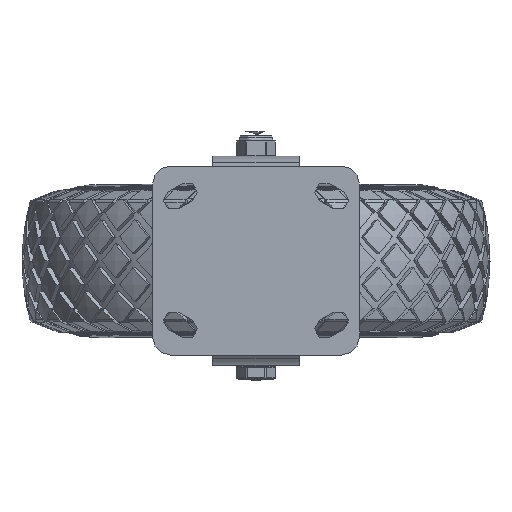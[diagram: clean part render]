
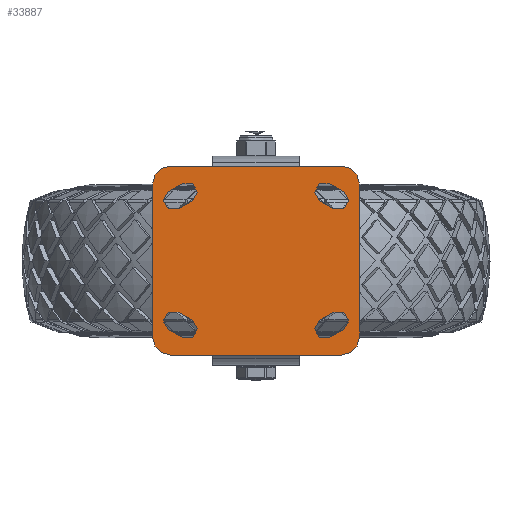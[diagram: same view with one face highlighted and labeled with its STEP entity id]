
A CAD part, top view. The second image highlights one B-rep face of the part: STEP entity #33887.
In plain terms, the highlighted planar face has unit normal (0, 0, 1).
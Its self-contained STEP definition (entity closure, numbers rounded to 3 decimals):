
#4385=FACE_BOUND('',#7319,.T.);
#4386=FACE_BOUND('',#7320,.T.);
#4387=FACE_BOUND('',#7321,.T.);
#4388=FACE_BOUND('',#7322,.T.);
#4566=PLANE('',#36252);
#5175=FACE_OUTER_BOUND('',#7318,.T.);
#7318=EDGE_LOOP('',(#22749,#22750,#22751,#22752,#22753,#22754,#22755,#22756));
#7319=EDGE_LOOP('',(#22757,#22758,#22759,#22760));
#7320=EDGE_LOOP('',(#22761,#22762,#22763,#22764));
#7321=EDGE_LOOP('',(#22765,#22766,#22767,#22768));
#7322=EDGE_LOOP('',(#22769,#22770,#22771,#22772));
#9654=LINE('',#45774,#11137);
#9655=LINE('',#45778,#11138);
#9656=LINE('',#45782,#11139);
#9657=LINE('',#45785,#11140);
#9658=LINE('',#45786,#11141);
#9659=LINE('',#45787,#11142);
#9660=LINE('',#45788,#11143);
#9661=LINE('',#45789,#11144);
#9662=LINE('',#45790,#11145);
#9663=LINE('',#45791,#11146);
#9664=LINE('',#45792,#11147);
#9665=LINE('',#45793,#11148);
#11137=VECTOR('',#39020,1000.);
#11138=VECTOR('',#39023,1000.);
#11139=VECTOR('',#39026,1000.);
#11140=VECTOR('',#39029,1000.);
#11141=VECTOR('',#39030,1000.);
#11142=VECTOR('',#39031,1000.);
#11143=VECTOR('',#39032,1000.);
#11144=VECTOR('',#39033,1000.);
#11145=VECTOR('',#39034,1000.);
#11146=VECTOR('',#39035,1000.);
#11147=VECTOR('',#39036,1000.);
#11148=VECTOR('',#39037,1000.);
#12567=CIRCLE('',#36187,5.5);
#12568=CIRCLE('',#36189,5.5);
#12571=CIRCLE('',#36193,5.5);
#12572=CIRCLE('',#36195,5.5);
#12575=CIRCLE('',#36199,5.5);
#12576=CIRCLE('',#36201,5.5);
#12579=CIRCLE('',#36205,5.5);
#12580=CIRCLE('',#36207,5.5);
#12604=CIRCLE('',#36253,10.);
#12605=CIRCLE('',#36254,10.);
#12606=CIRCLE('',#36255,10.);
#12607=CIRCLE('',#36256,10.);
#13649=VERTEX_POINT('',#45577);
#13650=VERTEX_POINT('',#45579);
#13651=VERTEX_POINT('',#45583);
#13652=VERTEX_POINT('',#45584);
#13657=VERTEX_POINT('',#45595);
#13658=VERTEX_POINT('',#45597);
#13659=VERTEX_POINT('',#45601);
#13660=VERTEX_POINT('',#45602);
#13665=VERTEX_POINT('',#45613);
#13666=VERTEX_POINT('',#45615);
#13667=VERTEX_POINT('',#45619);
#13668=VERTEX_POINT('',#45620);
#13673=VERTEX_POINT('',#45631);
#13674=VERTEX_POINT('',#45633);
#13675=VERTEX_POINT('',#45637);
#13676=VERTEX_POINT('',#45638);
#13721=VERTEX_POINT('',#45770);
#13722=VERTEX_POINT('',#45771);
#13723=VERTEX_POINT('',#45773);
#13724=VERTEX_POINT('',#45775);
#13725=VERTEX_POINT('',#45777);
#13726=VERTEX_POINT('',#45779);
#13727=VERTEX_POINT('',#45781);
#13728=VERTEX_POINT('',#45783);
#17135=EDGE_CURVE('',#13650,#13649,#12567,.T.);
#17137=EDGE_CURVE('',#13651,#13652,#12568,.T.);
#17143=EDGE_CURVE('',#13658,#13657,#12571,.T.);
#17145=EDGE_CURVE('',#13659,#13660,#12572,.T.);
#17151=EDGE_CURVE('',#13666,#13665,#12575,.T.);
#17153=EDGE_CURVE('',#13667,#13668,#12576,.T.);
#17159=EDGE_CURVE('',#13674,#13673,#12579,.T.);
#17161=EDGE_CURVE('',#13675,#13676,#12580,.T.);
#17226=EDGE_CURVE('',#13721,#13722,#12604,.T.);
#17227=EDGE_CURVE('',#13723,#13721,#9654,.T.);
#17228=EDGE_CURVE('',#13724,#13723,#12605,.T.);
#17229=EDGE_CURVE('',#13725,#13724,#9655,.T.);
#17230=EDGE_CURVE('',#13726,#13725,#12606,.T.);
#17231=EDGE_CURVE('',#13727,#13726,#9656,.T.);
#17232=EDGE_CURVE('',#13728,#13727,#12607,.T.);
#17233=EDGE_CURVE('',#13722,#13728,#9657,.T.);
#17234=EDGE_CURVE('',#13652,#13650,#9658,.T.);
#17235=EDGE_CURVE('',#13649,#13651,#9659,.T.);
#17236=EDGE_CURVE('',#13660,#13658,#9660,.T.);
#17237=EDGE_CURVE('',#13657,#13659,#9661,.T.);
#17238=EDGE_CURVE('',#13668,#13666,#9662,.T.);
#17239=EDGE_CURVE('',#13665,#13667,#9663,.T.);
#17240=EDGE_CURVE('',#13676,#13674,#9664,.T.);
#17241=EDGE_CURVE('',#13673,#13675,#9665,.T.);
#22749=ORIENTED_EDGE('',*,*,#17226,.F.);
#22750=ORIENTED_EDGE('',*,*,#17227,.F.);
#22751=ORIENTED_EDGE('',*,*,#17228,.F.);
#22752=ORIENTED_EDGE('',*,*,#17229,.F.);
#22753=ORIENTED_EDGE('',*,*,#17230,.F.);
#22754=ORIENTED_EDGE('',*,*,#17231,.F.);
#22755=ORIENTED_EDGE('',*,*,#17232,.F.);
#22756=ORIENTED_EDGE('',*,*,#17233,.F.);
#22757=ORIENTED_EDGE('',*,*,#17234,.T.);
#22758=ORIENTED_EDGE('',*,*,#17135,.T.);
#22759=ORIENTED_EDGE('',*,*,#17235,.T.);
#22760=ORIENTED_EDGE('',*,*,#17137,.T.);
#22761=ORIENTED_EDGE('',*,*,#17236,.T.);
#22762=ORIENTED_EDGE('',*,*,#17143,.T.);
#22763=ORIENTED_EDGE('',*,*,#17237,.T.);
#22764=ORIENTED_EDGE('',*,*,#17145,.T.);
#22765=ORIENTED_EDGE('',*,*,#17238,.T.);
#22766=ORIENTED_EDGE('',*,*,#17151,.T.);
#22767=ORIENTED_EDGE('',*,*,#17239,.T.);
#22768=ORIENTED_EDGE('',*,*,#17153,.T.);
#22769=ORIENTED_EDGE('',*,*,#17240,.T.);
#22770=ORIENTED_EDGE('',*,*,#17159,.T.);
#22771=ORIENTED_EDGE('',*,*,#17241,.T.);
#22772=ORIENTED_EDGE('',*,*,#17161,.T.);
#33887=ADVANCED_FACE('',(#5175,#4385,#4386,#4387,#4388),#4566,.T.);
#36187=AXIS2_PLACEMENT_3D('',#45580,#38832,#38833);
#36189=AXIS2_PLACEMENT_3D('',#45585,#38837,#38838);
#36193=AXIS2_PLACEMENT_3D('',#45598,#38848,#38849);
#36195=AXIS2_PLACEMENT_3D('',#45603,#38853,#38854);
#36199=AXIS2_PLACEMENT_3D('',#45616,#38864,#38865);
#36201=AXIS2_PLACEMENT_3D('',#45621,#38869,#38870);
#36205=AXIS2_PLACEMENT_3D('',#45634,#38880,#38881);
#36207=AXIS2_PLACEMENT_3D('',#45639,#38885,#38886);
#36252=AXIS2_PLACEMENT_3D('',#45769,#39016,#39017);
#36253=AXIS2_PLACEMENT_3D('',#45772,#39018,#39019);
#36254=AXIS2_PLACEMENT_3D('',#45776,#39021,#39022);
#36255=AXIS2_PLACEMENT_3D('',#45780,#39024,#39025);
#36256=AXIS2_PLACEMENT_3D('',#45784,#39027,#39028);
#38832=DIRECTION('center_axis',(0.,0.,-1.));
#38833=DIRECTION('ref_axis',(-1.,0.,0.));
#38837=DIRECTION('center_axis',(0.,0.,-1.));
#38838=DIRECTION('ref_axis',(-1.,0.,0.));
#38848=DIRECTION('center_axis',(0.,0.,-1.));
#38849=DIRECTION('ref_axis',(-1.,0.,0.));
#38853=DIRECTION('center_axis',(0.,0.,-1.));
#38854=DIRECTION('ref_axis',(-1.,0.,0.));
#38864=DIRECTION('center_axis',(0.,0.,-1.));
#38865=DIRECTION('ref_axis',(1.,0.,0.));
#38869=DIRECTION('center_axis',(0.,0.,-1.));
#38870=DIRECTION('ref_axis',(1.,0.,0.));
#38880=DIRECTION('center_axis',(0.,0.,-1.));
#38881=DIRECTION('ref_axis',(1.,0.,0.));
#38885=DIRECTION('center_axis',(0.,0.,-1.));
#38886=DIRECTION('ref_axis',(1.,0.,0.));
#39016=DIRECTION('center_axis',(0.,0.,1.));
#39017=DIRECTION('ref_axis',(1.,0.,0.));
#39018=DIRECTION('center_axis',(0.,0.,-1.));
#39019=DIRECTION('ref_axis',(0.,-1.,0.));
#39020=DIRECTION('',(-1.,0.,0.));
#39021=DIRECTION('center_axis',(0.,0.,-1.));
#39022=DIRECTION('ref_axis',(1.,0.,0.));
#39023=DIRECTION('',(0.,-1.,0.));
#39024=DIRECTION('center_axis',(0.,0.,-1.));
#39025=DIRECTION('ref_axis',(0.,1.,0.));
#39026=DIRECTION('',(1.,0.,0.));
#39027=DIRECTION('center_axis',(0.,0.,-1.));
#39028=DIRECTION('ref_axis',(-1.,0.,0.));
#39029=DIRECTION('',(0.,1.,0.));
#39030=DIRECTION('',(0.872,0.49,0.));
#39031=DIRECTION('',(-0.872,-0.49,0.));
#39032=DIRECTION('',(0.872,-0.49,0.));
#39033=DIRECTION('',(-0.872,0.49,0.));
#39034=DIRECTION('',(-0.872,0.49,0.));
#39035=DIRECTION('',(0.872,-0.49,0.));
#39036=DIRECTION('',(-0.872,-0.49,0.));
#39037=DIRECTION('',(0.872,0.49,0.));
#45577=CARTESIAN_POINT('',(48.696,-38.294,0.));
#45579=CARTESIAN_POINT('',(43.304,-28.706,0.));
#45580=CARTESIAN_POINT('Origin',(46.,-33.5,0.));
#45583=CARTESIAN_POINT('',(40.696,-42.794,0.));
#45584=CARTESIAN_POINT('',(35.304,-33.206,0.));
#45585=CARTESIAN_POINT('Origin',(38.,-38.,0.));
#45595=CARTESIAN_POINT('',(43.304,28.706,0.));
#45597=CARTESIAN_POINT('',(48.696,38.294,0.));
#45598=CARTESIAN_POINT('Origin',(46.,33.5,0.));
#45601=CARTESIAN_POINT('',(35.304,33.206,0.));
#45602=CARTESIAN_POINT('',(40.696,42.794,0.));
#45603=CARTESIAN_POINT('Origin',(38.,38.,0.));
#45613=CARTESIAN_POINT('',(-43.304,-28.706,0.));
#45615=CARTESIAN_POINT('',(-48.696,-38.294,0.));
#45616=CARTESIAN_POINT('Origin',(-46.,-33.5,0.));
#45619=CARTESIAN_POINT('',(-35.304,-33.206,0.));
#45620=CARTESIAN_POINT('',(-40.696,-42.794,0.));
#45621=CARTESIAN_POINT('Origin',(-38.,-38.,0.));
#45631=CARTESIAN_POINT('',(-48.696,38.294,0.));
#45633=CARTESIAN_POINT('',(-43.304,28.706,0.));
#45634=CARTESIAN_POINT('Origin',(-46.,33.5,0.));
#45637=CARTESIAN_POINT('',(-40.696,42.794,0.));
#45638=CARTESIAN_POINT('',(-35.304,33.206,0.));
#45639=CARTESIAN_POINT('Origin',(-38.,38.,0.));
#45769=CARTESIAN_POINT('Origin',(0.,0.,0.));
#45770=CARTESIAN_POINT('',(-47.5,-52.5,0.));
#45771=CARTESIAN_POINT('',(-57.5,-42.5,0.));
#45772=CARTESIAN_POINT('Origin',(-47.5,-42.5,0.));
#45773=CARTESIAN_POINT('',(47.5,-52.5,0.));
#45774=CARTESIAN_POINT('',(47.5,-52.5,0.));
#45775=CARTESIAN_POINT('',(57.5,-42.5,0.));
#45776=CARTESIAN_POINT('Origin',(47.5,-42.5,0.));
#45777=CARTESIAN_POINT('',(57.5,42.5,0.));
#45778=CARTESIAN_POINT('',(57.5,42.5,0.));
#45779=CARTESIAN_POINT('',(47.5,52.5,0.));
#45780=CARTESIAN_POINT('Origin',(47.5,42.5,0.));
#45781=CARTESIAN_POINT('',(-47.5,52.5,0.));
#45782=CARTESIAN_POINT('',(-47.5,52.5,0.));
#45783=CARTESIAN_POINT('',(-57.5,42.5,0.));
#45784=CARTESIAN_POINT('Origin',(-47.5,42.5,0.));
#45785=CARTESIAN_POINT('',(-57.5,-42.5,0.));
#45786=CARTESIAN_POINT('',(43.304,-28.706,0.));
#45787=CARTESIAN_POINT('',(48.696,-38.294,0.));
#45788=CARTESIAN_POINT('',(48.696,38.294,0.));
#45789=CARTESIAN_POINT('',(43.304,28.706,0.));
#45790=CARTESIAN_POINT('',(-48.696,-38.294,0.));
#45791=CARTESIAN_POINT('',(-43.304,-28.706,0.));
#45792=CARTESIAN_POINT('',(-43.304,28.706,0.));
#45793=CARTESIAN_POINT('',(-48.696,38.294,0.));
